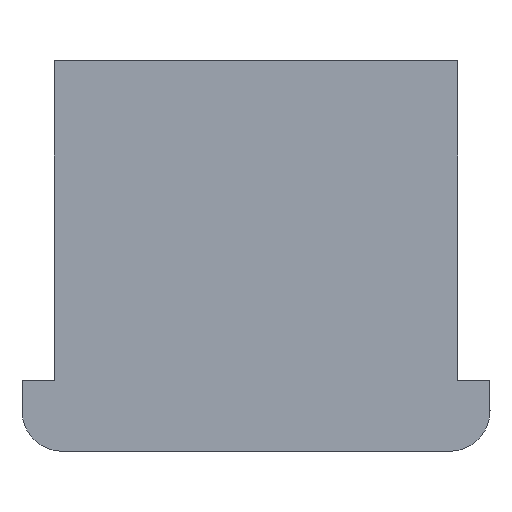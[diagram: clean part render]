
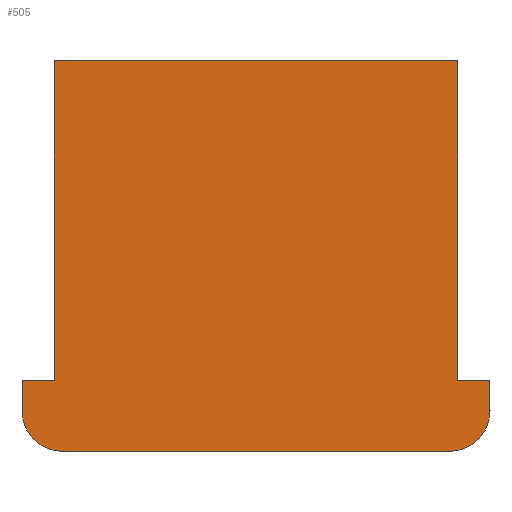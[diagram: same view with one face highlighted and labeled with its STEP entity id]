
A CAD part, left-side view. The second image highlights one B-rep face of the part: STEP entity #505.
In plain terms, the highlighted planar face has unit normal (-1, 0, 0).
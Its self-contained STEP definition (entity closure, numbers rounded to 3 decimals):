
#24=PLANE('',#551);
#54=FACE_OUTER_BOUND('',#84,.T.);
#84=EDGE_LOOP('',(#410,#411,#412,#413,#414,#415,#416,#417,#418,#419));
#112=LINE('',#786,#160);
#129=LINE('',#844,#177);
#133=LINE('',#852,#181);
#134=LINE('',#854,#182);
#135=LINE('',#856,#183);
#136=LINE('',#858,#184);
#137=LINE('',#860,#185);
#138=LINE('',#861,#186);
#160=VECTOR('',#619,10.);
#177=VECTOR('',#654,10.);
#181=VECTOR('',#664,10.);
#182=VECTOR('',#665,10.);
#183=VECTOR('',#666,10.);
#184=VECTOR('',#667,10.);
#185=VECTOR('',#668,10.);
#186=VECTOR('',#669,10.);
#207=CIRCLE('',#538,2.);
#210=CIRCLE('',#545,2.);
#233=VERTEX_POINT('',#776);
#234=VERTEX_POINT('',#777);
#236=VERTEX_POINT('',#784);
#244=VERTEX_POINT('',#822);
#252=VERTEX_POINT('',#842);
#253=VERTEX_POINT('',#851);
#254=VERTEX_POINT('',#853);
#255=VERTEX_POINT('',#855);
#256=VERTEX_POINT('',#857);
#257=VERTEX_POINT('',#859);
#281=EDGE_CURVE('',#233,#234,#207,.T.);
#286=EDGE_CURVE('',#236,#233,#112,.T.);
#298=EDGE_CURVE('',#244,#236,#210,.T.);
#309=EDGE_CURVE('',#252,#244,#129,.T.);
#313=EDGE_CURVE('',#253,#252,#133,.T.);
#314=EDGE_CURVE('',#254,#253,#134,.T.);
#315=EDGE_CURVE('',#255,#254,#135,.T.);
#316=EDGE_CURVE('',#256,#255,#136,.T.);
#317=EDGE_CURVE('',#257,#256,#137,.T.);
#318=EDGE_CURVE('',#234,#257,#138,.T.);
#410=ORIENTED_EDGE('',*,*,#281,.F.);
#411=ORIENTED_EDGE('',*,*,#286,.F.);
#412=ORIENTED_EDGE('',*,*,#298,.F.);
#413=ORIENTED_EDGE('',*,*,#309,.F.);
#414=ORIENTED_EDGE('',*,*,#313,.F.);
#415=ORIENTED_EDGE('',*,*,#314,.F.);
#416=ORIENTED_EDGE('',*,*,#315,.F.);
#417=ORIENTED_EDGE('',*,*,#316,.F.);
#418=ORIENTED_EDGE('',*,*,#317,.F.);
#419=ORIENTED_EDGE('',*,*,#318,.F.);
#505=ADVANCED_FACE('',(#54),#24,.F.);
#538=AXIS2_PLACEMENT_3D('',#778,#611,#612);
#545=AXIS2_PLACEMENT_3D('',#823,#637,#638);
#551=AXIS2_PLACEMENT_3D('',#850,#662,#663);
#611=DIRECTION('center_axis',(1.,0.,0.));
#612=DIRECTION('ref_axis',(0.,0.,-1.));
#619=DIRECTION('',(0.,1.,0.));
#637=DIRECTION('center_axis',(1.,0.,0.));
#638=DIRECTION('ref_axis',(0.,0.,-1.));
#654=DIRECTION('',(0.,0.,-1.));
#662=DIRECTION('center_axis',(1.,0.,0.));
#663=DIRECTION('ref_axis',(0.,0.,-1.));
#664=DIRECTION('',(0.,-1.,0.));
#665=DIRECTION('',(0.,0.,-1.));
#666=DIRECTION('',(0.,-1.,0.));
#667=DIRECTION('',(0.,0.,1.));
#668=DIRECTION('',(0.,-1.,0.));
#669=DIRECTION('',(0.,0.,1.));
#776=CARTESIAN_POINT('',(187.641,509.598,0.));
#777=CARTESIAN_POINT('',(187.641,511.598,2.));
#778=CARTESIAN_POINT('Origin',(187.641,509.598,2.));
#784=CARTESIAN_POINT('',(187.641,490.398,0.));
#786=CARTESIAN_POINT('',(187.641,499.998,0.));
#822=CARTESIAN_POINT('',(187.641,488.398,2.));
#823=CARTESIAN_POINT('Origin',(187.641,490.398,2.));
#842=CARTESIAN_POINT('',(187.641,488.398,3.5));
#844=CARTESIAN_POINT('',(187.642,488.398,60.482));
#850=CARTESIAN_POINT('Origin',(187.641,509.998,19.363));
#851=CARTESIAN_POINT('',(187.641,489.998,3.5));
#852=CARTESIAN_POINT('',(187.641,499.998,3.5));
#853=CARTESIAN_POINT('',(187.641,489.998,19.363));
#854=CARTESIAN_POINT('',(187.642,489.998,60.482));
#855=CARTESIAN_POINT('',(187.641,509.998,19.363));
#856=CARTESIAN_POINT('',(187.641,499.998,19.363));
#857=CARTESIAN_POINT('',(187.641,509.998,3.5));
#858=CARTESIAN_POINT('',(187.642,509.998,60.482));
#859=CARTESIAN_POINT('',(187.641,511.598,3.5));
#860=CARTESIAN_POINT('',(187.641,509.998,3.5));
#861=CARTESIAN_POINT('',(187.642,511.598,60.482));
